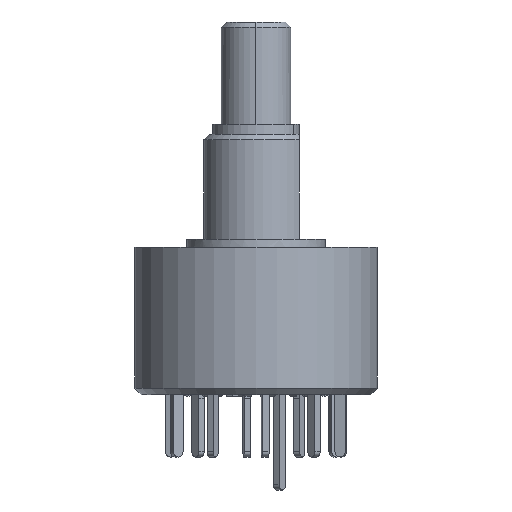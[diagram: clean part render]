
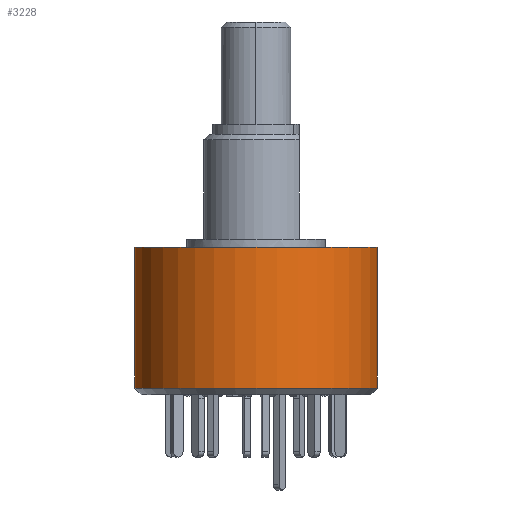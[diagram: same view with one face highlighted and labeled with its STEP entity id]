
A CAD part, left-side view. The second image highlights one B-rep face of the part: STEP entity #3228.
In plain terms, the highlighted cylindrical face has radius 7 mm (diameter 14 mm), a partial arc.
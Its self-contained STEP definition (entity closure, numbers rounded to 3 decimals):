
#158 = CARTESIAN_POINT ( 'NONE',  ( 0., 7., -0.45 ) ) ;
#1250 = EDGE_LOOP ( 'NONE', ( #6837, #8372, #6219, #2050 ) ) ;
#1402 = DIRECTION ( 'NONE',  ( 0., 0., -1. ) ) ;
#1527 = CIRCLE ( 'NONE', #9327, 7. ) ;
#2050 = ORIENTED_EDGE ( 'NONE', *, *, #4253, .T. ) ;
#2108 = EDGE_CURVE ( 'NONE', #9181, #9436, #1527, .T. ) ;
#3228 = ADVANCED_FACE ( 'NONE', ( #9252 ), #8746, .T. ) ;
#3845 = DIRECTION ( 'NONE',  ( 0., -1., 0. ) ) ;
#4225 = DIRECTION ( 'NONE',  ( 0., 1., 0. ) ) ;
#4253 = EDGE_CURVE ( 'NONE', #12627, #5533, #4953, .T. ) ;
#4861 = CARTESIAN_POINT ( 'NONE',  ( 0., -7., -0.45 ) ) ;
#4953 = CIRCLE ( 'NONE', #9985, 7. ) ;
#5370 = CARTESIAN_POINT ( 'NONE',  ( 0., 0., -0.45 ) ) ;
#5533 = VERTEX_POINT ( 'NONE', #14173 ) ;
#6106 = VECTOR ( 'NONE', #1402, 1000. ) ;
#6219 = ORIENTED_EDGE ( 'NONE', *, *, #13275, .T. ) ;
#6267 = EDGE_CURVE ( 'NONE', #9436, #5533, #11493, .T. ) ;
#6578 = DIRECTION ( 'NONE',  ( 0., 0., -1. ) ) ;
#6837 = ORIENTED_EDGE ( 'NONE', *, *, #6267, .F. ) ;
#7165 = CARTESIAN_POINT ( 'NONE',  ( 0., 7., -0.45 ) ) ;
#7429 = DIRECTION ( 'NONE',  ( 0., 0., 1. ) ) ;
#8372 = ORIENTED_EDGE ( 'NONE', *, *, #2108, .F. ) ;
#8746 = CYLINDRICAL_SURFACE ( 'NONE', #14505, 7. ) ;
#9130 = CARTESIAN_POINT ( 'NONE',  ( 0., -7., -0.45 ) ) ;
#9181 = VERTEX_POINT ( 'NONE', #7165 ) ;
#9252 = FACE_OUTER_BOUND ( 'NONE', #1250, .T. ) ;
#9327 = AXIS2_PLACEMENT_3D ( 'NONE', #9698, #7429, #3845 ) ;
#9436 = VERTEX_POINT ( 'NONE', #9130 ) ;
#9662 = LINE ( 'NONE', #158, #6106 ) ;
#9698 = CARTESIAN_POINT ( 'NONE',  ( 0., 0., -0.45 ) ) ;
#9985 = AXIS2_PLACEMENT_3D ( 'NONE', #11763, #11929, #12977 ) ;
#11493 = LINE ( 'NONE', #4861, #13934 ) ;
#11763 = CARTESIAN_POINT ( 'NONE',  ( 0., 0., -8.574 ) ) ;
#11929 = DIRECTION ( 'NONE',  ( 0., 0., 1. ) ) ;
#12627 = VERTEX_POINT ( 'NONE', #15162 ) ;
#12977 = DIRECTION ( 'NONE',  ( 0., -1., 0. ) ) ;
#13275 = EDGE_CURVE ( 'NONE', #9181, #12627, #9662, .T. ) ;
#13934 = VECTOR ( 'NONE', #15573, 1000. ) ;
#14173 = CARTESIAN_POINT ( 'NONE',  ( 0., -7., -8.574 ) ) ;
#14505 = AXIS2_PLACEMENT_3D ( 'NONE', #5370, #6578, #4225 ) ;
#15162 = CARTESIAN_POINT ( 'NONE',  ( 0., 7., -8.574 ) ) ;
#15573 = DIRECTION ( 'NONE',  ( 0., 0., -1. ) ) ;
